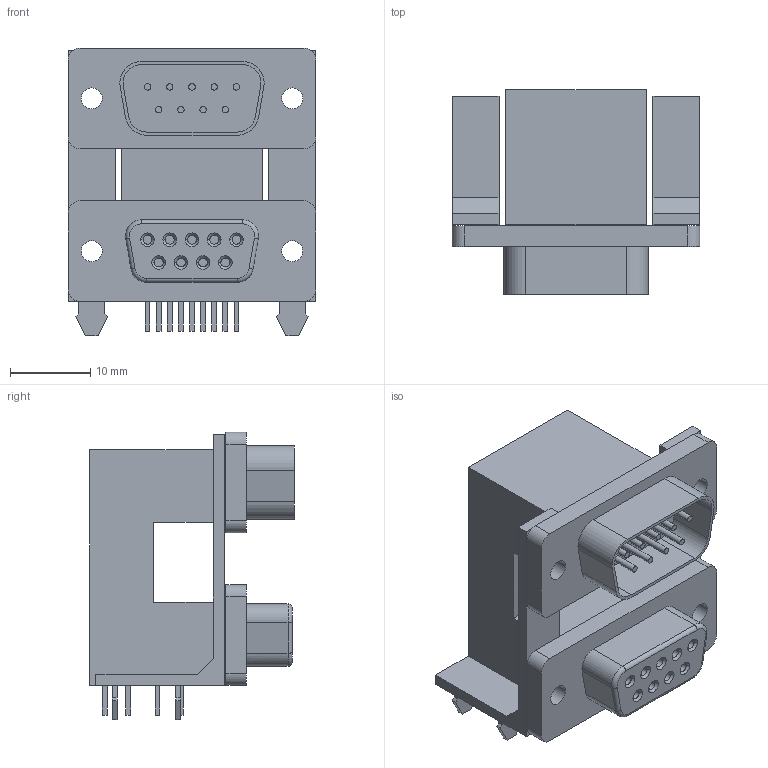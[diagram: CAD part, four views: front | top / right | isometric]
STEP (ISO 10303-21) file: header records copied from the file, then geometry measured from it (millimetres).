
FILE_DESCRIPTION((''),'2;1');
FILE_NAME('380-09-2-40-20','2014-03-11T',('uwe.kadritzke'),(''),'PRO/ENGINEER BY PARAMETRIC TECHNOLOGY CORPORATION, 2005110','PRO/ENGINEER BY PARAMETRIC TECHNOLOGY CORPORATION, 2005110','');
FILE_SCHEMA(('CONFIG_CONTROL_DESIGN'));
Length unit declared in the file: millimetre
Products named in the file (1): 380-09-2-40-20
Bounding box: 30.9 x 25.54 x 35.9 mm (x, y, z)
Volume: 10578.5 mm3; surface area: 7484.6 mm2
Topology: 5 solids, 5 shells, 297 faces, 760 edges, 516 vertices
Faces by surface type: plane 199, cylinder 76, cone 18, torus 4
Entity records: 9128 total; most frequent: DIRECTION 1582, CARTESIAN_POINT 1573, ORIENTED_EDGE 1520, EDGE_CURVE 760, VECTOR 532, LINE 532, AXIS2_PLACEMENT_3D 525, VERTEX_POINT 516
